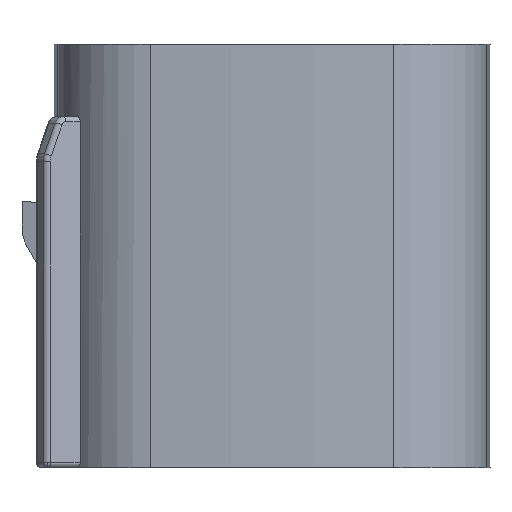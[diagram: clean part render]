
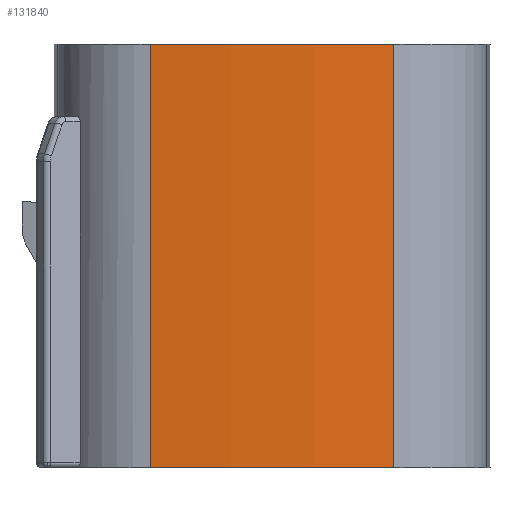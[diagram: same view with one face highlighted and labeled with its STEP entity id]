
A CAD part, left-side view. The second image highlights one B-rep face of the part: STEP entity #131840.
In plain terms, the highlighted cylindrical face has radius 55.187 mm (diameter 110.373 mm), a partial arc.
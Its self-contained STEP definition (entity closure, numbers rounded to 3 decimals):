
#980=CARTESIAN_POINT('',(77.096,-5.896,2.5));
#990=VERTEX_POINT('',#980);
#1020=CARTESIAN_POINT('',(131.967,0.,2.5));
#1030=DIRECTION('',(0.,0.,1.));
#1040=DIRECTION('',(-1.,0.,0.));
#1050=AXIS2_PLACEMENT_3D('',#1020,#1030,#1040);
#1060=CIRCLE('',#1050,55.187);
#1070=CARTESIAN_POINT('',(77.096,5.896,2.5));
#1080=VERTEX_POINT('',#1070);
#1090=EDGE_CURVE('',#1080,#990,#1060,.T.);
#3650=CARTESIAN_POINT('',(77.096,5.896,
4.554));
#3660=DIRECTION('',(0.,0.,-1.));
#3670=VECTOR('',#3660,1.);
#3680=LINE('',#3650,#3670);
#3690=CARTESIAN_POINT('',(77.096,5.896,-18.));
#3700=VERTEX_POINT('',#3690);
#3710=EDGE_CURVE('',#1080,#3700,#3680,.T.);
#10150=CARTESIAN_POINT('',(77.096,-5.896,-18.));
#10160=VERTEX_POINT('',#10150);
#10190=CARTESIAN_POINT('',(77.096,-5.896,
4.554));
#10200=DIRECTION('',(0.,0.,-1.));
#10210=VECTOR('',#10200,1.);
#10220=LINE('',#10190,#10210);
#10230=EDGE_CURVE('',#990,#10160,#10220,.T.);
#12220=CARTESIAN_POINT('',(131.967,0.,-18.));
#12230=DIRECTION('',(0.,0.,1.));
#12240=DIRECTION('',(-1.,0.,0.));
#12250=AXIS2_PLACEMENT_3D('',#12220,#12230,#12240);
#12260=CIRCLE('',#12250,55.187);
#12270=EDGE_CURVE('',#3700,#10160,#12260,.T.);
#131730=CARTESIAN_POINT('',(131.967,0.,18.5))
;
#131740=DIRECTION('',(0.,0.,1.));
#131750=DIRECTION('',(-1.,0.,0.));
#131760=AXIS2_PLACEMENT_3D('',#131730,#131740,#131750);
#131770=CYLINDRICAL_SURFACE('',#131760,55.187);
#131780=ORIENTED_EDGE('',*,*,#10230,.F.);
#131790=ORIENTED_EDGE('',*,*,#12270,.T.);
#131800=ORIENTED_EDGE('',*,*,#3710,.T.);
#131810=ORIENTED_EDGE('',*,*,#1090,.F.);
#131820=EDGE_LOOP('',(#131810,#131800,#131790,#131780));
#131830=FACE_OUTER_BOUND('',#131820,.T.);
#131840=ADVANCED_FACE('',(#131830),#131770,.T.);
